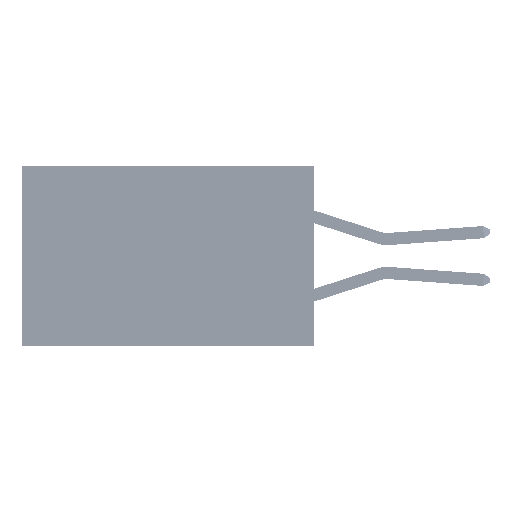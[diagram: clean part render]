
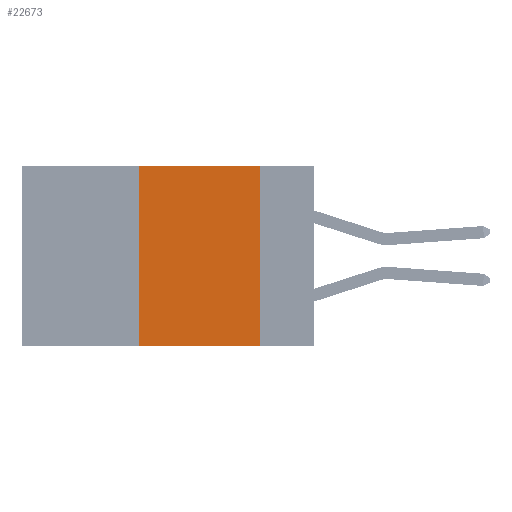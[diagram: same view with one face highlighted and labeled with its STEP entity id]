
A CAD part, left-side view. The second image highlights one B-rep face of the part: STEP entity #22673.
In plain terms, the highlighted planar face has unit normal (-1, 0, 0).
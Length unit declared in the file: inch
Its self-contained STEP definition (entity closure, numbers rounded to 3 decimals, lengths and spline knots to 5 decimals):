
#1657 = LINE ( 'NONE', #48175, #22229 ) ;
#1715 = CARTESIAN_POINT ( 'NONE',  ( 0., 0.11, 0. ) ) ;
#3046 = DIRECTION ( 'NONE',  ( 0., 0., -1. ) ) ;
#3920 = EDGE_CURVE ( 'NONE', #20995, #4698, #31839, .T. ) ;
#4698 = VERTEX_POINT ( 'NONE', #1715 ) ;
#8992 = VECTOR ( 'NONE', #27163, 39.37008 ) ;
#10386 = ORIENTED_EDGE ( 'NONE', *, *, #32077, .F. ) ;
#11803 = CARTESIAN_POINT ( 'NONE',  ( 0., 0.6, 0. ) ) ;
#12237 = CARTESIAN_POINT ( 'NONE',  ( 0., 0.6, -0.37 ) ) ;
#13729 = EDGE_CURVE ( 'NONE', #18907, #52686, #38494, .T. ) ;
#15905 = DIRECTION ( 'NONE',  ( 1., 0., 0. ) ) ;
#16197 = ORIENTED_EDGE ( 'NONE', *, *, #13729, .T. ) ;
#18150 = CARTESIAN_POINT ( 'NONE',  ( 0., 0.36, 0. ) ) ;
#18907 = VERTEX_POINT ( 'NONE', #20905 ) ;
#20905 = CARTESIAN_POINT ( 'NONE',  ( 0., 0.36, -0.37 ) ) ;
#20995 = VERTEX_POINT ( 'NONE', #18150 ) ;
#21958 = ORIENTED_EDGE ( 'NONE', *, *, #30248, .F. ) ;
#22229 = VECTOR ( 'NONE', #3046, 39.37008 ) ;
#22673 = ADVANCED_FACE ( 'NONE', ( #52251 ), #36388, .F. ) ;
#24028 = AXIS2_PLACEMENT_3D ( 'NONE', #11803, #15905, #44615 ) ;
#27163 = DIRECTION ( 'NONE',  ( 0., 0., 1. ) ) ;
#28748 = DIRECTION ( 'NONE',  ( 0., -1., 0. ) ) ;
#29595 = LINE ( 'NONE', #51743, #8992 ) ;
#30248 = EDGE_CURVE ( 'NONE', #18907, #20995, #29595, .T. ) ;
#31839 = LINE ( 'NONE', #34168, #53019 ) ;
#32077 = EDGE_CURVE ( 'NONE', #4698, #52686, #1657, .T. ) ;
#34168 = CARTESIAN_POINT ( 'NONE',  ( 0., 0.6, 0. ) ) ;
#36388 = PLANE ( 'NONE',  #24028 ) ;
#38282 = DIRECTION ( 'NONE',  ( 0., -1., 0. ) ) ;
#38494 = LINE ( 'NONE', #12237, #52198 ) ;
#38527 = EDGE_LOOP ( 'NONE', ( #10386, #49594, #21958, #16197 ) ) ;
#44615 = DIRECTION ( 'NONE',  ( 0., 0., -1. ) ) ;
#48175 = CARTESIAN_POINT ( 'NONE',  ( 0., 0.11, 0. ) ) ;
#48504 = CARTESIAN_POINT ( 'NONE',  ( 0., 0.11, -0.37 ) ) ;
#49594 = ORIENTED_EDGE ( 'NONE', *, *, #3920, .F. ) ;
#51743 = CARTESIAN_POINT ( 'NONE',  ( 0., 0.36, 0. ) ) ;
#52198 = VECTOR ( 'NONE', #28748, 39.37008 ) ;
#52251 = FACE_OUTER_BOUND ( 'NONE', #38527, .T. ) ;
#52686 = VERTEX_POINT ( 'NONE', #48504 ) ;
#53019 = VECTOR ( 'NONE', #38282, 39.37008 ) ;
